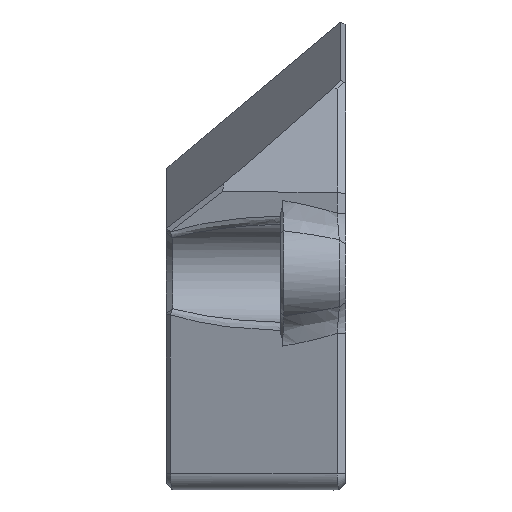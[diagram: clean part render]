
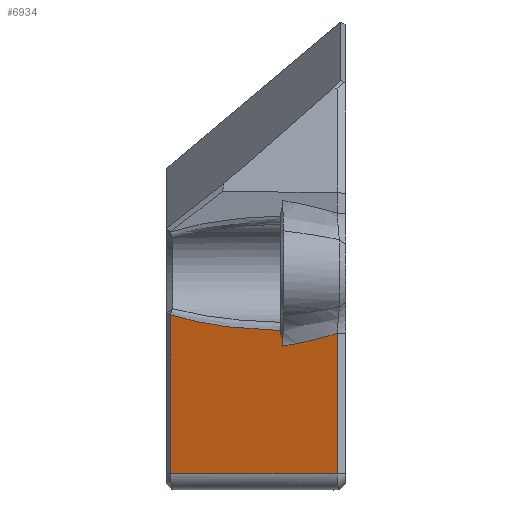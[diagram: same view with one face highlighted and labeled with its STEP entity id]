
A CAD part, left-side view. The second image highlights one B-rep face of the part: STEP entity #6934.
In plain terms, the highlighted planar face has unit normal (-0.948, 0.32, 0).
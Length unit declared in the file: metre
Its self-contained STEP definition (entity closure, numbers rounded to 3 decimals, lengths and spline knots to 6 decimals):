
#202=ELLIPSE('',#7500,0.015642,0.005);
#203=ELLIPSE('',#7501,0.010949,0.0035);
#676=LINE('',#10723,#1333);
#677=LINE('',#10726,#1334);
#678=LINE('',#10735,#1335);
#679=LINE('',#10739,#1336);
#1333=VECTOR('',#8538,1.);
#1334=VECTOR('',#8539,1.);
#1335=VECTOR('',#8542,1.);
#1336=VECTOR('',#8545,1.);
#2304=ORIENTED_EDGE('',*,*,#4293,.T.);
#2305=ORIENTED_EDGE('',*,*,#4294,.T.);
#2306=ORIENTED_EDGE('',*,*,#4295,.T.);
#2307=ORIENTED_EDGE('',*,*,#4296,.T.);
#2308=ORIENTED_EDGE('',*,*,#4297,.T.);
#2309=ORIENTED_EDGE('',*,*,#4298,.T.);
#2310=ORIENTED_EDGE('',*,*,#4299,.T.);
#4293=EDGE_CURVE('',#5279,#5280,#676,.F.);
#4294=EDGE_CURVE('',#5280,#5281,#677,.T.);
#4295=EDGE_CURVE('',#5281,#5282,#202,.T.);
#4296=EDGE_CURVE('',#5282,#5283,#5589,.T.);
#4297=EDGE_CURVE('',#5283,#5284,#678,.T.);
#4298=EDGE_CURVE('',#5284,#5285,#203,.T.);
#4299=EDGE_CURVE('',#5285,#5279,#679,.T.);
#5279=VERTEX_POINT('',#10724);
#5280=VERTEX_POINT('',#10725);
#5281=VERTEX_POINT('',#10727);
#5282=VERTEX_POINT('',#10729);
#5283=VERTEX_POINT('',#10734);
#5284=VERTEX_POINT('',#10736);
#5285=VERTEX_POINT('',#10738);
#5589=B_SPLINE_CURVE_WITH_KNOTS('',3,(#10730,#10731,#10732,#10733),
 .UNSPECIFIED.,.F.,.F.,(4,4),(0.,1.),.UNSPECIFIED.);
#5819=EDGE_LOOP('',(#2304,#2305,#2306,#2307,#2308,#2309,#2310));
#6269=FACE_BOUND('',#5819,.T.);
#6684=PLANE('',#7499);
#6934=ADVANCED_FACE('',(#6269),#6684,.F.);
#7499=AXIS2_PLACEMENT_3D('',#10722,#8536,#8537);
#7500=AXIS2_PLACEMENT_3D('',#10728,#8540,#8541);
#7501=AXIS2_PLACEMENT_3D('',#10737,#8543,#8544);
#8536=DIRECTION('',(0.948,-0.32,0.));
#8537=DIRECTION('',(0.,0.,-1.));
#8538=DIRECTION('',(0.32,0.948,0.));
#8539=DIRECTION('',(0.,0.,1.));
#8540=DIRECTION('',(0.948,-0.32,0.));
#8541=DIRECTION('',(-0.32,-0.948,0.));
#8542=DIRECTION('',(0.,0.,1.));
#8543=DIRECTION('',(0.948,-0.32,0.));
#8544=DIRECTION('',(-0.32,-0.948,0.));
#8545=DIRECTION('',(0.,0.,-1.));
#10722=CARTESIAN_POINT('',(-0.02067,0.00418,0.017333));
#10723=CARTESIAN_POINT('',(-0.02067,0.00418,-0.014957));
#10724=CARTESIAN_POINT('',(-0.019811,0.006728,-0.014957));
#10725=CARTESIAN_POINT('',(-0.023252,-0.003472,-0.014957));
#10726=CARTESIAN_POINT('',(-0.023252,-0.003472,0.017333));
#10727=CARTESIAN_POINT('',(-0.023252,-0.003472,-0.006377));
#10728=CARTESIAN_POINT('',(-0.019855,0.006597,-0.002707));
#10729=CARTESIAN_POINT('',(-0.022126,-0.000137,-0.007162));
#10730=CARTESIAN_POINT('',(-0.022126,-0.000137,-0.007162));
#10731=CARTESIAN_POINT('',(-0.022128,-0.000141,-0.006904));
#10732=CARTESIAN_POINT('',(-0.022113,-0.000096,-0.006644));
#10733=CARTESIAN_POINT('',(-0.02208,0.,-0.006382));
#10734=CARTESIAN_POINT('',(-0.02208,0.,-0.006382));
#10735=CARTESIAN_POINT('',(-0.02208,0.,-0.002707));
#10736=CARTESIAN_POINT('',(-0.02208,0.,-0.006204));
#10737=CARTESIAN_POINT('',(-0.022224,-0.000425,-0.002707));
#10738=CARTESIAN_POINT('',(-0.019811,0.006728,-0.005242));
#10739=CARTESIAN_POINT('',(-0.019811,0.006728,0.017333));
